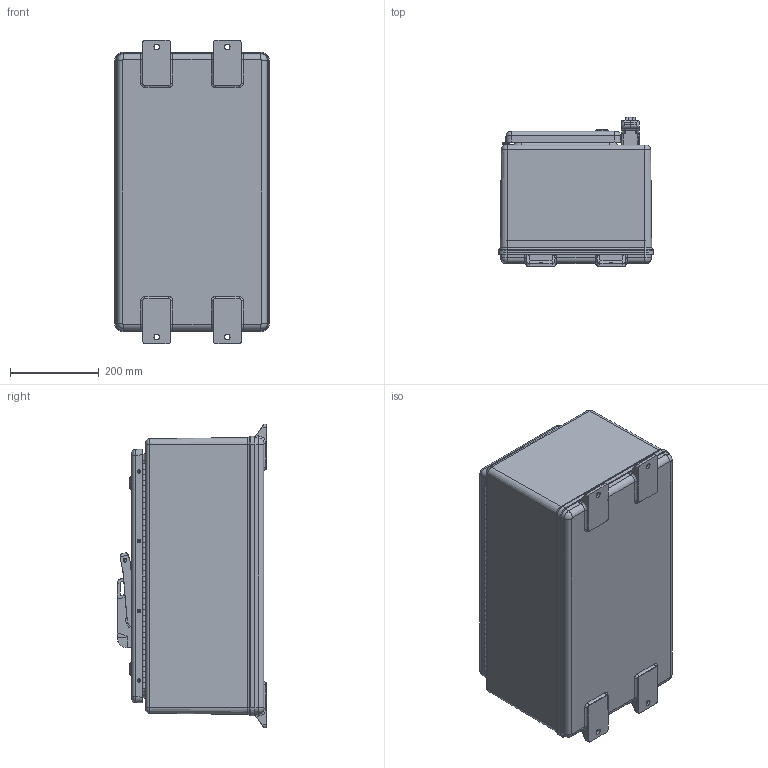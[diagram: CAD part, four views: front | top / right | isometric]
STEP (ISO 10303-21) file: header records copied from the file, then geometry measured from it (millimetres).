
FILE_DESCRIPTION (( 'STEP AP214' ), '1' );
FILE_NAME ('FD2412.STEP', '2019-07-09T20:00:12', ( '' ), ( '' ), 'SwSTEP 2.0', 'SolidWorks 2018', '' );
FILE_SCHEMA (( 'AUTOMOTIVE_DESIGN' ));
Length unit declared in the file: inch
Products named in the file (1): FD2412
Bounding box: 348.46 x 336.55 x 684.53 mm (x, y, z)
Volume: 6242556.4 mm3; surface area: 2691922.6 mm2
Topology: 78 solids, 78 shells, 2245 faces, 5596 edges, 3589 vertices
Faces by surface type: plane 1102, cylinder 669, cone 327, bspline 101, torus 46
Full cylindrical faces by diameter (mm): 3.175 x41, 3.302 x4, 3.454 x1, 3.683 x2, 3.81 x10, 4.064 x4, 4.343 x4, 4.369 x4, 4.572 x1, 4.762 x4, 4.763 x20, 4.775 x1, 4.826 x4, 5.08 x4, 5.232 x6, 5.537 x4, 5.944 x1, 6.35 x4, 6.477 x2, 6.528 x10, 6.858 x2, 6.985 x20, 7.137 x8, 7.62 x10, 7.798 x4, 7.925 x13, 9.068 x4, 9.492 x72, 9.525 x7, 11 x4
Entity records: 72305 total; most frequent: CARTESIAN_POINT 21251, DIRECTION 10212, ORIENTED_EDGE 9570, EDGE_CURVE 4785, AXIS2_PLACEMENT_3D 3713, VERTEX_POINT 3349, EDGE_LOOP 3196, VECTOR 2786
